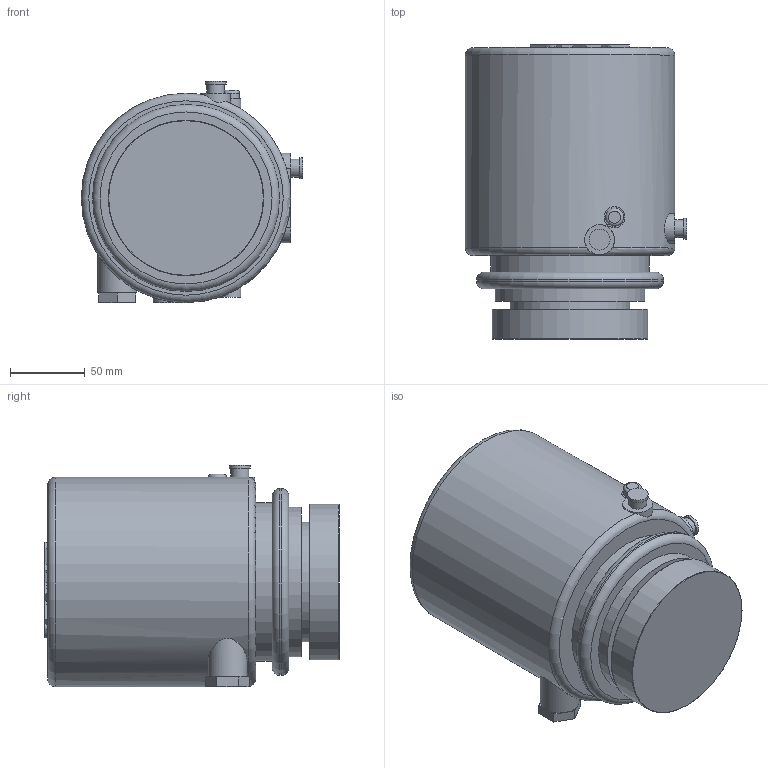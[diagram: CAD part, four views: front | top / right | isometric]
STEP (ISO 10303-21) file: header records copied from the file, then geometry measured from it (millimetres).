
FILE_DESCRIPTION(/* description */ (''),/* implementation_level */ '2;1');
FILE_NAME(/* name */ 'CU4 - maintainable.STEP',/* time_stamp */ '2021-04-29T08:51:18-05:00',/* author */ ('FA67NH'),/* organization */ (''),/* preprocessor_version */ 'ST-DEVELOPER v18.1',/* originating_system */ 'Autodesk Inventor 2020',/* authorisation */ '');
FILE_SCHEMA (('AUTOMOTIVE_DESIGN { 1 0 10303 214 3 1 1 }'));
Length unit declared in the file: inch
Products named in the file (1): CU4 - maintainable
Bounding box: 148 x 197 x 148 mm (x, y, z)
Volume: 2646092.9 mm3; surface area: 124676.1 mm2
Topology: 1 solids, 1 shells, 118 faces, 296 edges, 197 vertices
Faces by surface type: cylinder 51, plane 43, bspline 17, torus 7
Full cylindrical faces by diameter (mm): 12 x3, 14 x4, 20 x1, 26 x1, 80 x1, 100 x1, 104 x1, 106 x1, 125 x1, 140 x1
Entity records: 6097 total; most frequent: CARTESIAN_POINT 3192, DIRECTION 613, ORIENTED_EDGE 592, EDGE_CURVE 296, AXIS2_PLACEMENT_3D 255, VERTEX_POINT 197, CIRCLE 145, EDGE_LOOP 135
